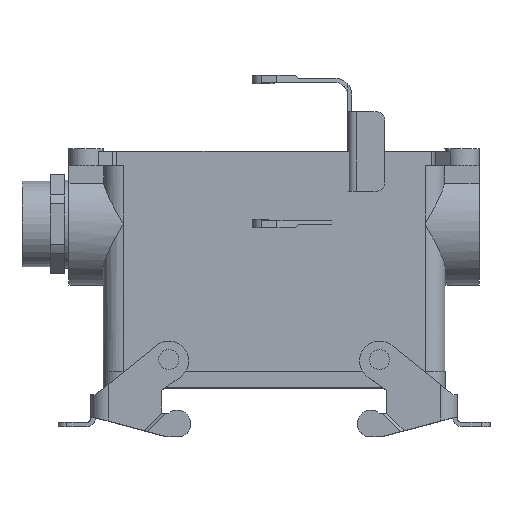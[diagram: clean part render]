
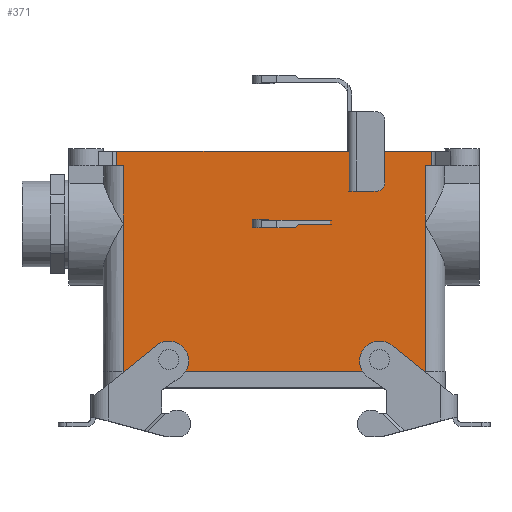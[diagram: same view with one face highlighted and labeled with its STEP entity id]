
A CAD part, top view. The second image highlights one B-rep face of the part: STEP entity #371.
In plain terms, the highlighted planar face has unit normal (0, 0, 1).
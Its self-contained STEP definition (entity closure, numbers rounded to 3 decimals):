
#371 = ADVANCED_FACE( '', ( #875, #876, #877 ), #878, .F. );
#875 = FACE_BOUND( '', #1550, .T. );
#876 = FACE_OUTER_BOUND( '', #1551, .T. );
#877 = FACE_BOUND( '', #1552, .T. );
#878 = PLANE( '', #1553 );
#1550 = EDGE_LOOP( '', ( #2585 ) );
#1551 = EDGE_LOOP( '', ( #2586, #2587, #2588, #2589, #2590, #2591, #2592, #2593, #2594, #2595 ) );
#1552 = EDGE_LOOP( '', ( #2596 ) );
#1553 = AXIS2_PLACEMENT_3D( '', #2597, #2598, #2599 );
#2585 = ORIENTED_EDGE( '', *, *, #4103, .F. );
#2586 = ORIENTED_EDGE( '', *, *, #4104, .T. );
#2587 = ORIENTED_EDGE( '', *, *, #4105, .T. );
#2588 = ORIENTED_EDGE( '', *, *, #4106, .F. );
#2589 = ORIENTED_EDGE( '', *, *, #4107, .T. );
#2590 = ORIENTED_EDGE( '', *, *, #4108, .T. );
#2591 = ORIENTED_EDGE( '', *, *, #4109, .F. );
#2592 = ORIENTED_EDGE( '', *, *, #3825, .F. );
#2593 = ORIENTED_EDGE( '', *, *, #4110, .F. );
#2594 = ORIENTED_EDGE( '', *, *, #3899, .F. );
#2595 = ORIENTED_EDGE( '', *, *, #3816, .T. );
#2596 = ORIENTED_EDGE( '', *, *, #4111, .F. );
#2597 = CARTESIAN_POINT( '', ( 56.015, -5., 21.5 ) );
#2598 = DIRECTION( '', ( 0., 0., -1. ) );
#2599 = DIRECTION( '', ( -1., 0., 0. ) );
#3816 = EDGE_CURVE( '', #4533, #4537, #4539, .T. );
#3825 = EDGE_CURVE( '', #4553, #4555, #4556, .T. );
#3899 = EDGE_CURVE( '', #4533, #4676, #4685, .T. );
#4103 = EDGE_CURVE( '', #5022, #5022, #5023, .F. );
#4104 = EDGE_CURVE( '', #4537, #5024, #5025, .T. );
#4105 = EDGE_CURVE( '', #5024, #5026, #5027, .F. );
#4106 = EDGE_CURVE( '', #5028, #5026, #5029, .T. );
#4107 = EDGE_CURVE( '', #5028, #4797, #5030, .T. );
#4108 = EDGE_CURVE( '', #4797, #5031, #5032, .T. );
#4109 = EDGE_CURVE( '', #4555, #5031, #5033, .T. );
#4110 = EDGE_CURVE( '', #4676, #4553, #5034, .T. );
#4111 = EDGE_CURVE( '', #5035, #5035, #5036, .F. );
#4533 = VERTEX_POINT( '', #5592 );
#4537 = VERTEX_POINT( '', #5597 );
#4539 = LINE( '', #5599, #5600 );
#4553 = VERTEX_POINT( '', #5619 );
#4555 = VERTEX_POINT( '', #5646 );
#4556 = LINE( '', #5647, #5648 );
#4676 = VERTEX_POINT( '', #5868 );
#4685 = LINE( '', #5880, #5881 );
#4797 = VERTEX_POINT( '', #6071 );
#5022 = VERTEX_POINT( '', #6421 );
#5023 = CIRCLE( '', #6422, 2.45 );
#5024 = VERTEX_POINT( '', #6423 );
#5025 = LINE( '', #6424, #6425 );
#5026 = VERTEX_POINT( '', #6426 );
#5027 = LINE( '', #6427, #6428 );
#5028 = VERTEX_POINT( '', #6429 );
#5029 = LINE( '', #6430, #6431 );
#5030 = LINE( '', #6432, #6433 );
#5031 = VERTEX_POINT( '', #6434 );
#5032 = LINE( '', #6435, #6436 );
#5033 = LINE( '', #6437, #6438 );
#5034 = LINE( '', #6439, #6440 );
#5035 = VERTEX_POINT( '', #6441 );
#5036 = CIRCLE( '', #6442, 2.45 );
#5592 = CARTESIAN_POINT( '', ( 55.186, -5., 21.5 ) );
#5597 = CARTESIAN_POINT( '', ( 55.186, 0., 21.5 ) );
#5599 = CARTESIAN_POINT( '', ( 55.186, 0., 21.5 ) );
#5600 = VECTOR( '', #7097, 1000. );
#5619 = CARTESIAN_POINT( '', ( 53., -25.5, 21.5 ) );
#5646 = CARTESIAN_POINT( '', ( 53., -77.4, 21.5 ) );
#5647 = CARTESIAN_POINT( '', ( 53., 96.515, 21.5 ) );
#5648 = VECTOR( '', #7103, 1000. );
#5868 = CARTESIAN_POINT( '', ( 53., -5., 21.5 ) );
#5880 = CARTESIAN_POINT( '', ( 56.015, -5., 21.5 ) );
#5881 = VECTOR( '', #7199, 1000. );
#6071 = CARTESIAN_POINT( '', ( -53., -25.5, 21.5 ) );
#6421 = CARTESIAN_POINT( '', ( 34.55, -73.1, 21.5 ) );
#6422 = AXIS2_PLACEMENT_3D( '', #7454, #7455, #7456 );
#6423 = CARTESIAN_POINT( '', ( -55.186, 0., 21.5 ) );
#6424 = CARTESIAN_POINT( '', ( 56.015, 0., 21.5 ) );
#6425 = VECTOR( '', #7457, 1000. );
#6426 = CARTESIAN_POINT( '', ( -55.186, -5., 21.5 ) );
#6427 = CARTESIAN_POINT( '', ( -55.186, -5., 21.5 ) );
#6428 = VECTOR( '', #7458, 1000. );
#6429 = CARTESIAN_POINT( '', ( -53., -5., 21.5 ) );
#6430 = CARTESIAN_POINT( '', ( 56.015, -5., 21.5 ) );
#6431 = VECTOR( '', #7459, 1000. );
#6432 = CARTESIAN_POINT( '', ( -53., 96.515, 21.5 ) );
#6433 = VECTOR( '', #7460, 1000. );
#6434 = CARTESIAN_POINT( '', ( -53., -77.4, 21.5 ) );
#6435 = CARTESIAN_POINT( '', ( -53., 96.515, 21.5 ) );
#6436 = VECTOR( '', #7461, 1000. );
#6437 = CARTESIAN_POINT( '', ( -53., -77.4, 21.5 ) );
#6438 = VECTOR( '', #7462, 1000. );
#6439 = CARTESIAN_POINT( '', ( 53., 96.515, 21.5 ) );
#6440 = VECTOR( '', #7463, 1000. );
#6441 = CARTESIAN_POINT( '', ( -39.45, -73.1, 21.5 ) );
#6442 = AXIS2_PLACEMENT_3D( '', #7464, #7465, #7466 );
#7097 = DIRECTION( '', ( 0., 1., 0. ) );
#7103 = DIRECTION( '', ( 0., -1., 0. ) );
#7199 = DIRECTION( '', ( -1., 0., 0. ) );
#7454 = CARTESIAN_POINT( '', ( 37., -73.1, 21.5 ) );
#7455 = DIRECTION( '', ( 0., 0., -1. ) );
#7456 = DIRECTION( '', ( -1., 0., 0. ) );
#7457 = DIRECTION( '', ( -1., 0., 0. ) );
#7458 = DIRECTION( '', ( 0., 1., 0. ) );
#7459 = DIRECTION( '', ( -1., 0., 0. ) );
#7460 = DIRECTION( '', ( 0., -1., 0. ) );
#7461 = DIRECTION( '', ( 0., -1., 0. ) );
#7462 = DIRECTION( '', ( -1., 0., 0. ) );
#7463 = DIRECTION( '', ( 0., -1., 0. ) );
#7464 = CARTESIAN_POINT( '', ( -37., -73.1, 21.5 ) );
#7465 = DIRECTION( '', ( 0., 0., -1. ) );
#7466 = DIRECTION( '', ( -1., 0., 0. ) );
